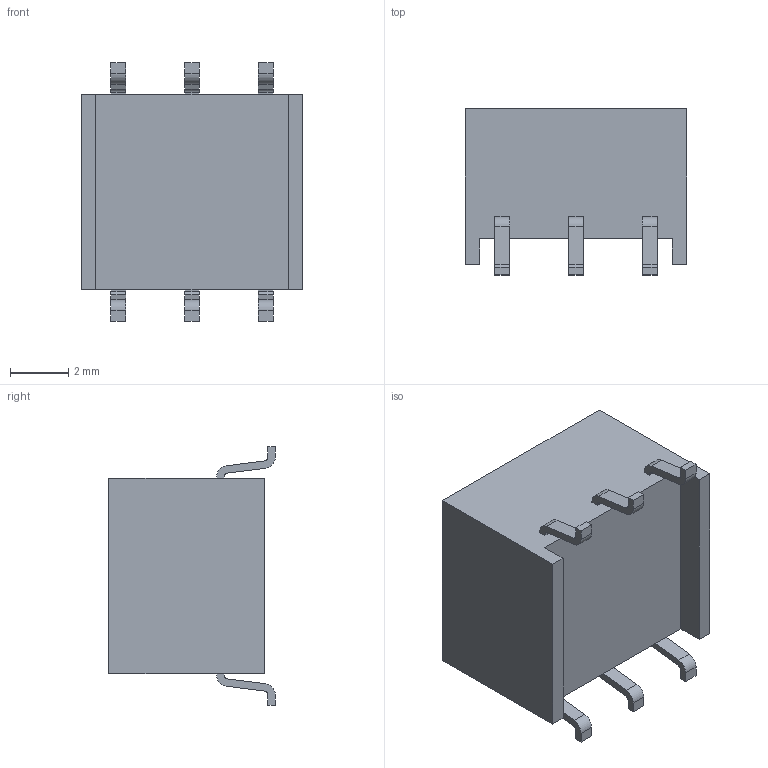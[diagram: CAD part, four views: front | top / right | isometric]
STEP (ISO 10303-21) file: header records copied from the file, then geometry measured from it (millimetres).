
FILE_DESCRIPTION(/* description */ ('STEP AP214'),/* implementation_level */ '2;1');
FILE_NAME(/* name */ 'HM2101NL_3D.STEP',/* time_stamp */ '2020-03-13T16:34:48+01:00',/* author */ ('franc'),/* organization */ (''),/* preprocessor_version */ 'ST-DEVELOPER v18',/* originating_system */ 'Autodesk Inventor 2020',/* authorisation */ '');
FILE_SCHEMA (('AUTOMOTIVE_DESIGN { 1 0 10303 214 3 1 1 }'));
Length unit declared in the file: millimetre
Products named in the file (1): HM2101NL_3D
Bounding box: 7.62 x 5.72 x 8.89 mm (x, y, z)
Volume: 237.1 mm3; surface area: 279.2 mm2
Topology: 1 solids, 1 shells, 90 faces, 245 edges, 164 vertices
Faces by surface type: plane 65, cylinder 25
Full cylindrical faces by diameter (mm): 1 x1
Entity records: 2995 total; most frequent: CARTESIAN_POINT 500, ORIENTED_EDGE 490, DIRECTION 479, EDGE_CURVE 245, LINE 193, VECTOR 193, VERTEX_POINT 164, AXIS2_PLACEMENT_3D 143
